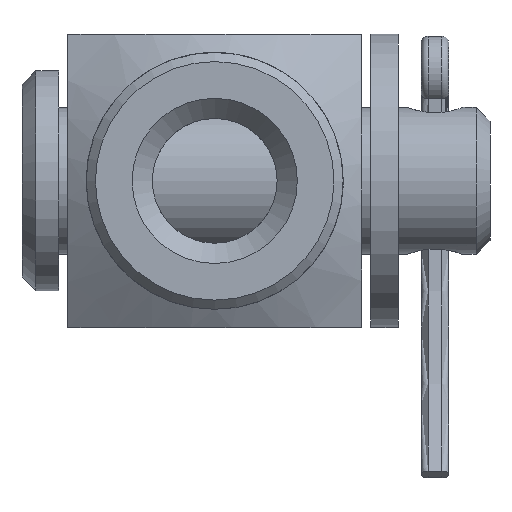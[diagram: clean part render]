
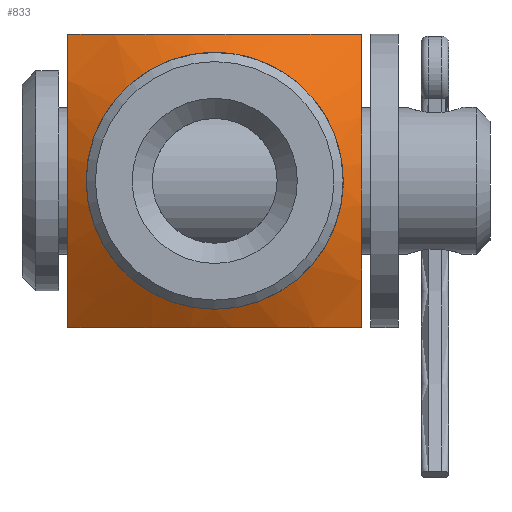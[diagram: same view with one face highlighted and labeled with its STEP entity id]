
A CAD part, left-side view. The second image highlights one B-rep face of the part: STEP entity #833.
In plain terms, the highlighted conical face has half-angle 60 degrees and reference radius 15 mm.
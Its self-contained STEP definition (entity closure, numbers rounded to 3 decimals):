
#149=FACE_BOUND('',#293,.T.);
#175=CIRCLE('',#899,7.);
#232=FACE_OUTER_BOUND('',#292,.T.);
#292=EDGE_LOOP('',(#590,#591,#592,#593));
#293=EDGE_LOOP('',(#594));
#378=(
BOUNDED_CURVE()
B_SPLINE_CURVE(2,(#1277,#1278,#1279),.UNSPECIFIED.,.F.,.F.)
B_SPLINE_CURVE_WITH_KNOTS((3,3),(-9.284,-3.284),
 .UNSPECIFIED.)
CURVE()
GEOMETRIC_REPRESENTATION_ITEM()
RATIONAL_B_SPLINE_CURVE((3.353,4.741,3.353))
REPRESENTATION_ITEM('')
);
#379=(
BOUNDED_CURVE()
B_SPLINE_CURVE(2,(#1281,#1282,#1283),.UNSPECIFIED.,.F.,.F.)
B_SPLINE_CURVE_WITH_KNOTS((3,3),(0.94,3.708),
 .UNSPECIFIED.)
CURVE()
GEOMETRIC_REPRESENTATION_ITEM()
RATIONAL_B_SPLINE_CURVE((1.605,2.27,1.605))
REPRESENTATION_ITEM('')
);
#380=(
BOUNDED_CURVE()
B_SPLINE_CURVE(2,(#1285,#1286,#1287),.UNSPECIFIED.,.F.,.F.)
B_SPLINE_CURVE_WITH_KNOTS((3,3),(3.284,9.284),
 .UNSPECIFIED.)
CURVE()
GEOMETRIC_REPRESENTATION_ITEM()
RATIONAL_B_SPLINE_CURVE((3.353,4.741,3.353))
REPRESENTATION_ITEM('')
);
#381=(
BOUNDED_CURVE()
B_SPLINE_CURVE(2,(#1288,#1289,#1290),.UNSPECIFIED.,.F.,.F.)
B_SPLINE_CURVE_WITH_KNOTS((3,3),(0.94,3.708),
 .UNSPECIFIED.)
CURVE()
GEOMETRIC_REPRESENTATION_ITEM()
RATIONAL_B_SPLINE_CURVE((1.605,2.27,1.605))
REPRESENTATION_ITEM('')
);
#392=VERTEX_POINT('',#1275);
#393=VERTEX_POINT('',#1276);
#394=VERTEX_POINT('',#1280);
#395=VERTEX_POINT('',#1284);
#396=VERTEX_POINT('',#1291);
#473=EDGE_CURVE('',#392,#393,#378,.T.);
#474=EDGE_CURVE('',#394,#392,#379,.T.);
#475=EDGE_CURVE('',#395,#394,#380,.F.);
#476=EDGE_CURVE('',#393,#395,#381,.T.);
#477=EDGE_CURVE('',#396,#396,#175,.T.);
#590=ORIENTED_EDGE('',*,*,#473,.F.);
#591=ORIENTED_EDGE('',*,*,#474,.F.);
#592=ORIENTED_EDGE('',*,*,#475,.F.);
#593=ORIENTED_EDGE('',*,*,#476,.F.);
#594=ORIENTED_EDGE('',*,*,#477,.T.);
#824=CONICAL_SURFACE('',#898,15.,1.047);
#833=ADVANCED_FACE('',(#232,#149),#824,.T.);
#898=AXIS2_PLACEMENT_3D('',#1274,#1015,#1016);
#899=AXIS2_PLACEMENT_3D('',#1292,#1017,#1018);
#1015=DIRECTION('center_axis',(1.,0.,0.));
#1016=DIRECTION('ref_axis',(0.,0.,1.));
#1017=DIRECTION('center_axis',(1.,0.,0.));
#1018=DIRECTION('ref_axis',(0.,0.,1.));
#1274=CARTESIAN_POINT('Origin',(16.619,0.,0.));
#1275=CARTESIAN_POINT('',(14.491,-8.,-8.));
#1276=CARTESIAN_POINT('',(14.491,8.,-8.));
#1277=CARTESIAN_POINT('Ctrl Pts',(14.491,-8.,-8.));
#1278=CARTESIAN_POINT('Ctrl Pts',(11.225,0.,
-8.));
#1279=CARTESIAN_POINT('Ctrl Pts',(14.491,8.,-8.));
#1280=CARTESIAN_POINT('',(14.491,-8.,8.));
#1281=CARTESIAN_POINT('Ctrl Pts',(14.491,-8.,8.));
#1282=CARTESIAN_POINT('Ctrl Pts',(11.225,-8.,0.));
#1283=CARTESIAN_POINT('Ctrl Pts',(14.491,-8.,-8.));
#1284=CARTESIAN_POINT('',(14.491,8.,8.));
#1285=CARTESIAN_POINT('Ctrl Pts',(14.491,-8.,8.));
#1286=CARTESIAN_POINT('Ctrl Pts',(11.225,0.,
8.));
#1287=CARTESIAN_POINT('Ctrl Pts',(14.491,8.,8.));
#1288=CARTESIAN_POINT('Ctrl Pts',(14.491,8.,-8.));
#1289=CARTESIAN_POINT('Ctrl Pts',(11.225,8.,0.));
#1290=CARTESIAN_POINT('Ctrl Pts',(14.491,8.,8.));
#1291=CARTESIAN_POINT('',(12.,0.,-7.));
#1292=CARTESIAN_POINT('Origin',(12.,0.,0.));
